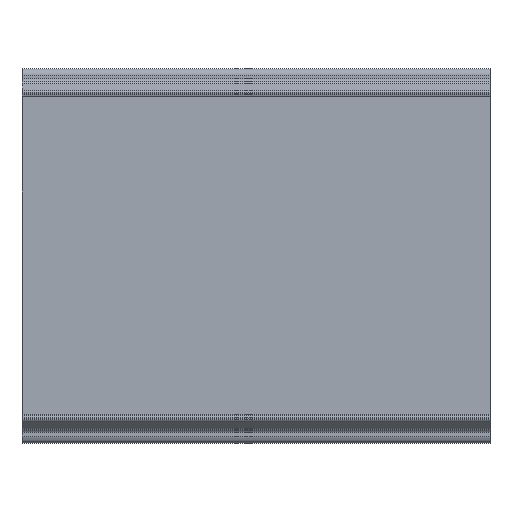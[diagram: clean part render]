
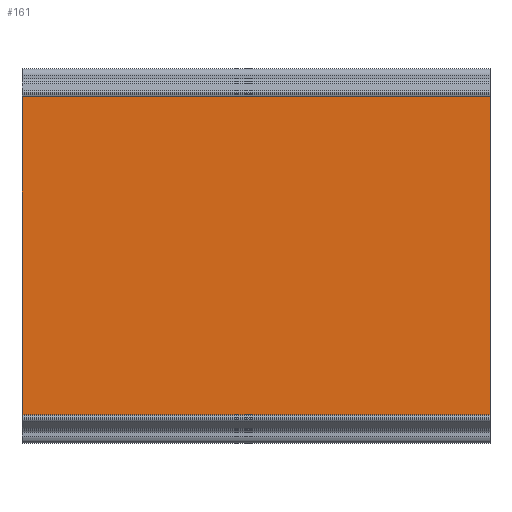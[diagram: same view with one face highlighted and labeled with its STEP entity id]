
A CAD part, top view. The second image highlights one B-rep face of the part: STEP entity #161.
In plain terms, the highlighted planar face has unit normal (0, 0, 1).
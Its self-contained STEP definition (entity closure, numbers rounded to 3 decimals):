
#161=ADVANCED_FACE('',(#296),#297,.F.);
#296=FACE_OUTER_BOUND('',#560,.T.);
#297=PLANE('',#561);
#560=EDGE_LOOP('',(#834,#835,#836,#837));
#561=AXIS2_PLACEMENT_3D('',#838,#839,#840);
#834=ORIENTED_EDGE('',*,*,#2003,.F.);
#835=ORIENTED_EDGE('',*,*,#2004,.F.);
#836=ORIENTED_EDGE('',*,*,#2005,.F.);
#837=ORIENTED_EDGE('',*,*,#2001,.T.);
#838=CARTESIAN_POINT('',(50000.0,0.,-17.55));
#839=DIRECTION('',(0.0,0.,-1.0));
#840=DIRECTION('',(0.0,1.0,0.));
#2001=EDGE_CURVE('',#2396,#2394,#2397,.T.);
#2003=EDGE_CURVE('',#2399,#2394,#2400,.T.);
#2004=EDGE_CURVE('',#2401,#2399,#2402,.T.);
#2005=EDGE_CURVE('',#2396,#2401,#2403,.T.);
#2394=VERTEX_POINT('',#3048);
#2396=VERTEX_POINT('',#3050);
#2397=LINE('',#3051,#3052);
#2399=VERTEX_POINT('',#3054);
#2400=LINE('',#3055,#3056);
#2401=VERTEX_POINT('',#3057);
#2402=LINE('',#3058,#3059);
#2403=LINE('',#3060,#3061);
#3048=CARTESIAN_POINT('',(-50.,36.6,-17.55));
#3050=CARTESIAN_POINT('',(50.,36.6,-17.55));
#3051=CARTESIAN_POINT('',(50000.0,36.6,-17.55));
#3052=VECTOR('',#3949,1.0);
#3054=CARTESIAN_POINT('',(-50.,-36.6,-17.55));
#3055=CARTESIAN_POINT('',(-50.,0.,-17.55));
#3056=VECTOR('',#3953,1.0);
#3057=CARTESIAN_POINT('',(50.,-36.6,-17.55));
#3058=CARTESIAN_POINT('',(50000.0,-36.6,-17.55));
#3059=VECTOR('',#3954,1.0);
#3060=CARTESIAN_POINT('',(50.,0.,-17.55));
#3061=VECTOR('',#3955,1.0);
#3949=DIRECTION('',(-1.0,0.0,0.0));
#3953=DIRECTION('',(0.0,1.0,0.));
#3954=DIRECTION('',(-1.0,0.0,0.0));
#3955=DIRECTION('',(0.0,-1.0,0.));
